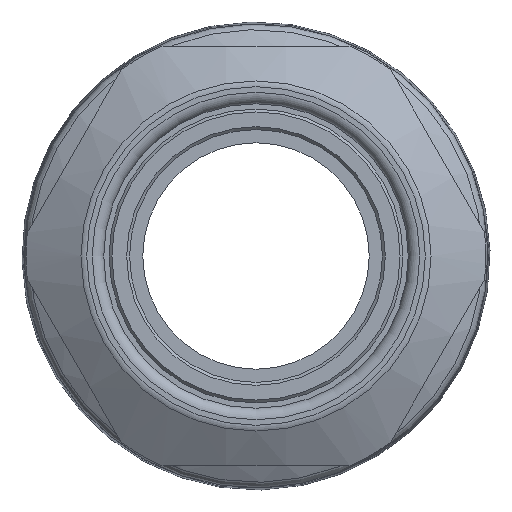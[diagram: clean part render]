
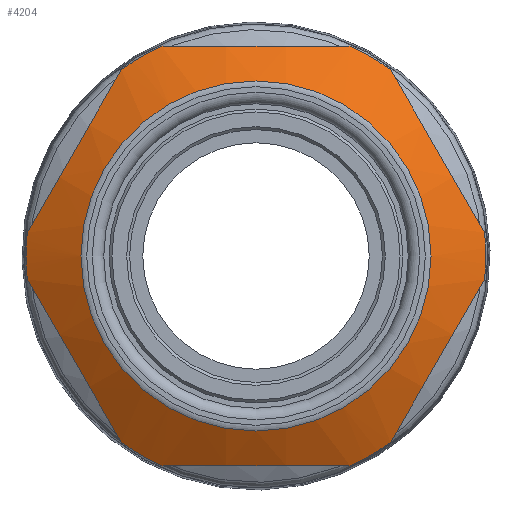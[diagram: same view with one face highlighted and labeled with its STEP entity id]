
A CAD part, front view. The second image highlights one B-rep face of the part: STEP entity #4204.
In plain terms, the highlighted conical face has half-angle 60 degrees and reference radius 17.78 mm.
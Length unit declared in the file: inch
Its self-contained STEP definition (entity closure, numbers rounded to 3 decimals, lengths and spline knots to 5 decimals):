
#31=(
BOUNDED_CURVE()
B_SPLINE_CURVE(2,(#10236,#10237,#10238),.UNSPECIFIED.,.F.,.F.)
B_SPLINE_CURVE_WITH_KNOTS((3,3),(0.,1.67512),.UNSPECIFIED.)
CURVE()
GEOMETRIC_REPRESENTATION_ITEM()
RATIONAL_B_SPLINE_CURVE((1.,1.096,1.))
REPRESENTATION_ITEM('')
);
#32=(
BOUNDED_CURVE()
B_SPLINE_CURVE(2,(#10242,#10243,#10244),.UNSPECIFIED.,.F.,.F.)
B_SPLINE_CURVE_WITH_KNOTS((3,3),(0.,1.67512),.UNSPECIFIED.)
CURVE()
GEOMETRIC_REPRESENTATION_ITEM()
RATIONAL_B_SPLINE_CURVE((1.,1.096,1.))
REPRESENTATION_ITEM('')
);
#33=(
BOUNDED_CURVE()
B_SPLINE_CURVE(2,(#10248,#10249,#10250),.UNSPECIFIED.,.F.,.F.)
B_SPLINE_CURVE_WITH_KNOTS((3,3),(0.,1.67512),.UNSPECIFIED.)
CURVE()
GEOMETRIC_REPRESENTATION_ITEM()
RATIONAL_B_SPLINE_CURVE((1.,1.096,1.))
REPRESENTATION_ITEM('')
);
#34=(
BOUNDED_CURVE()
B_SPLINE_CURVE(2,(#10254,#10255,#10256),.UNSPECIFIED.,.F.,.F.)
B_SPLINE_CURVE_WITH_KNOTS((3,3),(0.,1.67512),.UNSPECIFIED.)
CURVE()
GEOMETRIC_REPRESENTATION_ITEM()
RATIONAL_B_SPLINE_CURVE((1.,1.096,1.))
REPRESENTATION_ITEM('')
);
#35=(
BOUNDED_CURVE()
B_SPLINE_CURVE(2,(#10260,#10261,#10262),.UNSPECIFIED.,.F.,.F.)
B_SPLINE_CURVE_WITH_KNOTS((3,3),(0.,1.67512),.UNSPECIFIED.)
CURVE()
GEOMETRIC_REPRESENTATION_ITEM()
RATIONAL_B_SPLINE_CURVE((1.,1.096,1.))
REPRESENTATION_ITEM('')
);
#36=(
BOUNDED_CURVE()
B_SPLINE_CURVE(2,(#10266,#10267,#10268),.UNSPECIFIED.,.F.,.F.)
B_SPLINE_CURVE_WITH_KNOTS((3,3),(0.,1.67512),.UNSPECIFIED.)
CURVE()
GEOMETRIC_REPRESENTATION_ITEM()
RATIONAL_B_SPLINE_CURVE((1.,1.096,1.))
REPRESENTATION_ITEM('')
);
#661=FACE_OUTER_BOUND('',#938,.T.);
#938=EDGE_LOOP('',(#3466,#3467,#3468,#3469,#3470,#3471,#3472,#3473,#3474,
#3475,#3476,#3477,#3478,#3479,#3480,#3481));
#1099=LINE('',#10232,#1239);
#1239=VECTOR('',#5763,0.7);
#1474=CIRCLE('',#4698,0.60928);
#1476=CIRCLE('',#4702,0.8);
#1477=CIRCLE('',#4703,0.8);
#1478=CIRCLE('',#4704,0.8);
#1479=CIRCLE('',#4705,0.8);
#1480=CIRCLE('',#4706,0.8);
#1481=CIRCLE('',#4707,0.8);
#1482=CIRCLE('',#4708,0.8);
#1820=VERTEX_POINT('',#10224);
#1822=VERTEX_POINT('',#10231);
#1823=VERTEX_POINT('',#10233);
#1824=VERTEX_POINT('',#10235);
#1825=VERTEX_POINT('',#10239);
#1826=VERTEX_POINT('',#10241);
#1827=VERTEX_POINT('',#10245);
#1828=VERTEX_POINT('',#10247);
#1829=VERTEX_POINT('',#10251);
#1830=VERTEX_POINT('',#10253);
#1831=VERTEX_POINT('',#10257);
#1832=VERTEX_POINT('',#10259);
#1833=VERTEX_POINT('',#10263);
#1834=VERTEX_POINT('',#10265);
#2379=EDGE_CURVE('',#1820,#1820,#1474,.T.);
#2381=EDGE_CURVE('',#1820,#1822,#1099,.T.);
#2382=EDGE_CURVE('',#1823,#1822,#1476,.T.);
#2383=EDGE_CURVE('',#1824,#1823,#31,.T.);
#2384=EDGE_CURVE('',#1825,#1824,#1477,.T.);
#2385=EDGE_CURVE('',#1826,#1825,#32,.T.);
#2386=EDGE_CURVE('',#1827,#1826,#1478,.T.);
#2387=EDGE_CURVE('',#1828,#1827,#33,.T.);
#2388=EDGE_CURVE('',#1829,#1828,#1479,.T.);
#2389=EDGE_CURVE('',#1830,#1829,#34,.T.);
#2390=EDGE_CURVE('',#1831,#1830,#1480,.T.);
#2391=EDGE_CURVE('',#1832,#1831,#35,.T.);
#2392=EDGE_CURVE('',#1833,#1832,#1481,.T.);
#2393=EDGE_CURVE('',#1834,#1833,#36,.T.);
#2394=EDGE_CURVE('',#1822,#1834,#1482,.T.);
#3466=ORIENTED_EDGE('',*,*,#2379,.F.);
#3467=ORIENTED_EDGE('',*,*,#2381,.T.);
#3468=ORIENTED_EDGE('',*,*,#2382,.F.);
#3469=ORIENTED_EDGE('',*,*,#2383,.F.);
#3470=ORIENTED_EDGE('',*,*,#2384,.F.);
#3471=ORIENTED_EDGE('',*,*,#2385,.F.);
#3472=ORIENTED_EDGE('',*,*,#2386,.F.);
#3473=ORIENTED_EDGE('',*,*,#2387,.F.);
#3474=ORIENTED_EDGE('',*,*,#2388,.F.);
#3475=ORIENTED_EDGE('',*,*,#2389,.F.);
#3476=ORIENTED_EDGE('',*,*,#2390,.F.);
#3477=ORIENTED_EDGE('',*,*,#2391,.F.);
#3478=ORIENTED_EDGE('',*,*,#2392,.F.);
#3479=ORIENTED_EDGE('',*,*,#2393,.F.);
#3480=ORIENTED_EDGE('',*,*,#2394,.F.);
#3481=ORIENTED_EDGE('',*,*,#2381,.F.);
#3709=CONICAL_SURFACE('',#4701,0.7,1.047);
#4204=ADVANCED_FACE('',(#661),#3709,.T.);
#4698=AXIS2_PLACEMENT_3D('',#10226,#5755,#5756);
#4701=AXIS2_PLACEMENT_3D('',#10230,#5761,#5762);
#4702=AXIS2_PLACEMENT_3D('',#10234,#5764,#5765);
#4703=AXIS2_PLACEMENT_3D('',#10240,#5766,#5767);
#4704=AXIS2_PLACEMENT_3D('',#10246,#5768,#5769);
#4705=AXIS2_PLACEMENT_3D('',#10252,#5770,#5771);
#4706=AXIS2_PLACEMENT_3D('',#10258,#5772,#5773);
#4707=AXIS2_PLACEMENT_3D('',#10264,#5774,#5775);
#4708=AXIS2_PLACEMENT_3D('',#10269,#5776,#5777);
#5755=DIRECTION('center_axis',(0.,-1.,0.));
#5756=DIRECTION('ref_axis',(-1.,0.,0.));
#5761=DIRECTION('center_axis',(0.,1.,0.));
#5762=DIRECTION('ref_axis',(1.,0.,0.));
#5763=DIRECTION('',(-0.866,0.5,0.));
#5764=DIRECTION('center_axis',(0.,1.,0.));
#5765=DIRECTION('ref_axis',(-1.,0.,0.));
#5766=DIRECTION('center_axis',(0.,1.,0.));
#5767=DIRECTION('ref_axis',(-1.,0.,0.));
#5768=DIRECTION('center_axis',(0.,1.,0.));
#5769=DIRECTION('ref_axis',(-1.,0.,0.));
#5770=DIRECTION('center_axis',(0.,1.,0.));
#5771=DIRECTION('ref_axis',(-1.,0.,0.));
#5772=DIRECTION('center_axis',(0.,1.,0.));
#5773=DIRECTION('ref_axis',(-1.,0.,0.));
#5774=DIRECTION('center_axis',(0.,1.,0.));
#5775=DIRECTION('ref_axis',(-1.,0.,0.));
#5776=DIRECTION('center_axis',(0.,1.,0.));
#5777=DIRECTION('ref_axis',(-1.,0.,0.));
#10224=CARTESIAN_POINT('',(-0.60928,-2.06929,0.));
#10226=CARTESIAN_POINT('Origin',(0.,-2.06929,
0.));
#10230=CARTESIAN_POINT('Origin',(0.,-2.01692,
0.));
#10231=CARTESIAN_POINT('',(-0.8,-1.95918,0.));
#10232=CARTESIAN_POINT('',(-0.7,-2.01692,0.));
#10233=CARTESIAN_POINT('',(-0.79583,-1.95918,-0.08158));
#10234=CARTESIAN_POINT('Origin',(0.,-1.95918,
0.));
#10235=CARTESIAN_POINT('',(-0.46857,-1.95918,-0.64842));
#10236=CARTESIAN_POINT('Ctrl Pts',(-0.46857,-1.95918,
-0.64842));
#10237=CARTESIAN_POINT('Ctrl Pts',(-0.6322,-2.03648,
-0.365));
#10238=CARTESIAN_POINT('Ctrl Pts',(-0.79583,-1.95918,
-0.08158));
#10239=CARTESIAN_POINT('',(-0.32726,-1.95918,-0.73));
#10240=CARTESIAN_POINT('Origin',(0.,-1.95918,
0.));
#10241=CARTESIAN_POINT('',(0.32726,-1.95918,-0.73));
#10242=CARTESIAN_POINT('Ctrl Pts',(0.32726,-1.95918,
-0.73));
#10243=CARTESIAN_POINT('Ctrl Pts',(0.,-2.03648,
-0.73));
#10244=CARTESIAN_POINT('Ctrl Pts',(-0.32726,-1.95918,
-0.73));
#10245=CARTESIAN_POINT('',(0.46857,-1.95918,-0.64842));
#10246=CARTESIAN_POINT('Origin',(0.,-1.95918,
0.));
#10247=CARTESIAN_POINT('',(0.79583,-1.95918,-0.08158));
#10248=CARTESIAN_POINT('Ctrl Pts',(0.79583,-1.95918,
-0.08158));
#10249=CARTESIAN_POINT('Ctrl Pts',(0.6322,-2.03648,-0.365));
#10250=CARTESIAN_POINT('Ctrl Pts',(0.46857,-1.95918,
-0.64842));
#10251=CARTESIAN_POINT('',(0.79583,-1.95918,0.08158));
#10252=CARTESIAN_POINT('Origin',(0.,-1.95918,
0.));
#10253=CARTESIAN_POINT('',(0.46857,-1.95918,0.64842));
#10254=CARTESIAN_POINT('Ctrl Pts',(0.46857,-1.95918,
0.64842));
#10255=CARTESIAN_POINT('Ctrl Pts',(0.6322,-2.03648,0.365));
#10256=CARTESIAN_POINT('Ctrl Pts',(0.79583,-1.95918,
0.08158));
#10257=CARTESIAN_POINT('',(0.32726,-1.95918,0.73));
#10258=CARTESIAN_POINT('Origin',(0.,-1.95918,
0.));
#10259=CARTESIAN_POINT('',(-0.32726,-1.95918,0.73));
#10260=CARTESIAN_POINT('Ctrl Pts',(-0.32726,-1.95918,
0.73));
#10261=CARTESIAN_POINT('Ctrl Pts',(0.,-2.03648,
0.73));
#10262=CARTESIAN_POINT('Ctrl Pts',(0.32726,-1.95918,
0.73));
#10263=CARTESIAN_POINT('',(-0.46857,-1.95918,0.64842));
#10264=CARTESIAN_POINT('Origin',(0.,-1.95918,
0.));
#10265=CARTESIAN_POINT('',(-0.79583,-1.95918,0.08158));
#10266=CARTESIAN_POINT('Ctrl Pts',(-0.79583,-1.95918,
0.08158));
#10267=CARTESIAN_POINT('Ctrl Pts',(-0.6322,-2.03648,
0.365));
#10268=CARTESIAN_POINT('Ctrl Pts',(-0.46857,-1.95918,
0.64842));
#10269=CARTESIAN_POINT('Origin',(0.,-1.95918,
0.));
